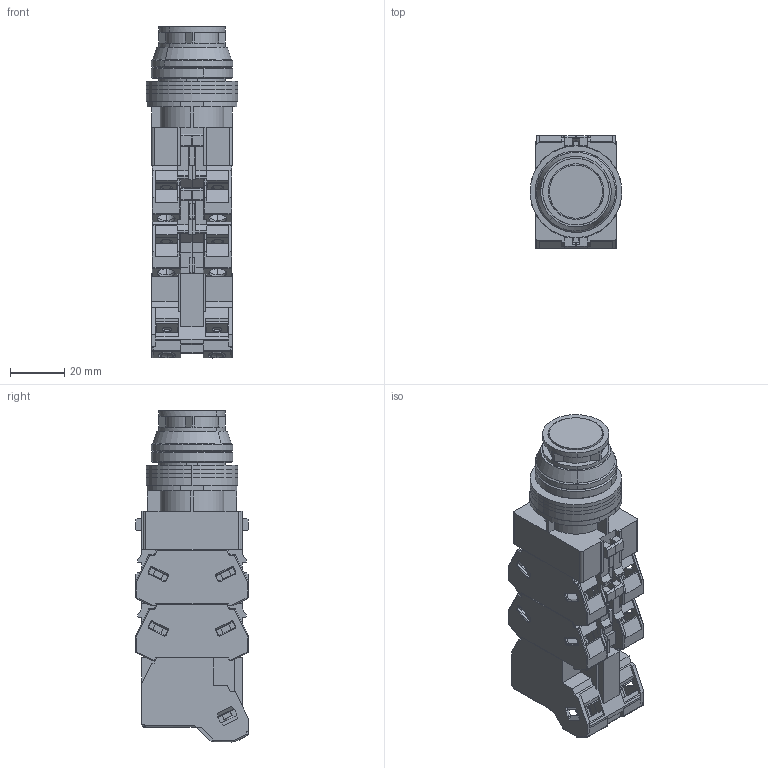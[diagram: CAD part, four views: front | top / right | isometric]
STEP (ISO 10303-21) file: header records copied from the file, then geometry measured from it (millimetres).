
FILE_DESCRIPTION (( 'STEP AP203' ), '1' );
FILE_NAME ('131_A(O)LFS2[16][126][26][246]xxDN$.STEP', '2020-11-20T06:56:14', ( '' ), ( '' ), 'SwSTEP 2.0', 'SolidWorks 2019', '' );
FILE_SCHEMA (( 'CONFIG_CONTROL_DESIGN' ));
Length unit declared in the file: millimetre
Products named in the file (10): ALS1F-1_蹬怮椔; TWS-LOCKNUT_蹬怮椔; ALS1F_蹬怮椔; ALS_BODY_蹬怮椔; HW-Uxx(R)_蹬怮椔; ALS06_蹬怮椔; HW-T#6_蹬怮椔; OW-22_蹬怮椔; 131_A(O)LFS2[16][126][26][246]xxDN$; OW-21_蹬怮椔
Assembly tree (14 placements, depth 3):
  131_A(O)LFS2[16][126][26][246]xxDN$
    ALS_BODY_蹬怮椔
    ALS06_蹬怮椔
    OW-22_蹬怮椔
    OW-21_蹬怮椔  x3
    ALS1F_蹬怮椔
      ALS1F-1_蹬怮椔
      TWS-LOCKNUT_蹬怮椔
    HW-Uxx(R)_蹬怮椔  x4
    HW-T#6_蹬怮椔
Bounding box: 33.8 x 41.4 x 122.3 mm (x, y, z)
Volume: 103720.4 mm3; surface area: 43908.4 mm2
Topology: 13 solids, 15 shells, 1499 faces, 4143 edges, 2674 vertices
Faces by surface type: plane 927, cylinder 386, bspline 152, cone 30, sphere 4
Entity records: 23954 total; most frequent: CARTESIAN_POINT 5205, ORIENTED_EDGE 3798, DIRECTION 3524, EDGE_CURVE 1899, VECTOR 1386, LINE 1386, VERTEX_POINT 1242, AXIS2_PLACEMENT_3D 1069
